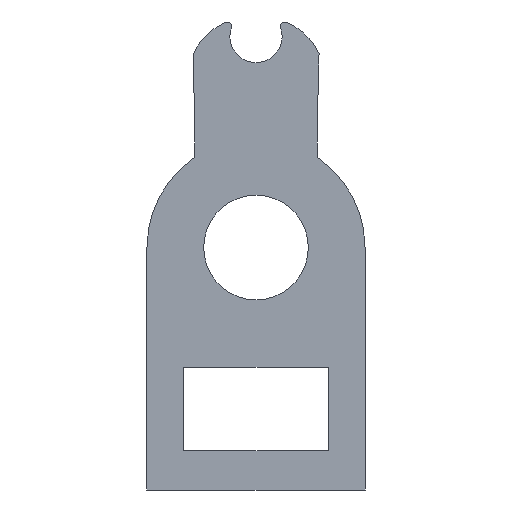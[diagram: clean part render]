
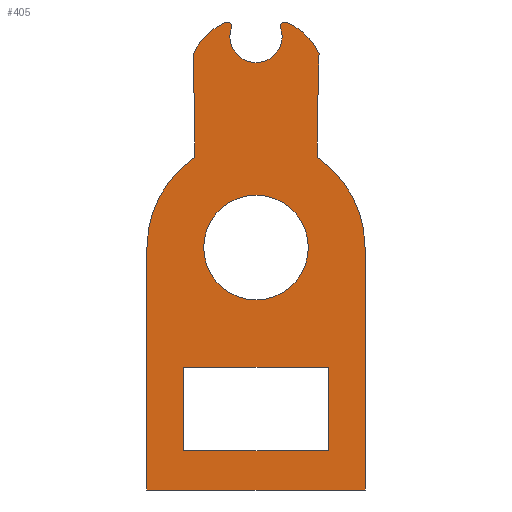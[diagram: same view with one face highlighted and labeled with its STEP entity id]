
A CAD part, front view. The second image highlights one B-rep face of the part: STEP entity #405.
In plain terms, the highlighted planar face has unit normal (0, -1, 0).
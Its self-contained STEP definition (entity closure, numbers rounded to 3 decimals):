
#15=FACE_BOUND('',#77,.T.);
#16=FACE_BOUND('',#78,.T.);
#20=CIRCLE('',#434,1.25);
#22=CIRCLE('',#440,1.25);
#23=CIRCLE('',#443,0.05);
#25=CIRCLE('',#446,0.3);
#27=CIRCLE('',#449,0.7);
#28=CIRCLE('',#450,0.7);
#29=CIRCLE('',#451,0.05);
#30=CIRCLE('',#452,0.6);
#55=FACE_OUTER_BOUND('',#76,.T.);
#76=EDGE_LOOP('',(#314,#315,#316,#317,#318,#319,#320,#321,#322,#323,#324,
#325,#326,#327));
#77=EDGE_LOOP('',(#328,#329,#330,#331));
#78=EDGE_LOOP('',(#332));
#91=LINE('',#590,#132);
#94=LINE('',#596,#135);
#97=LINE('',#602,#138);
#100=LINE('',#606,#141);
#104=LINE('',#620,#145);
#107=LINE('',#626,#148);
#110=LINE('',#632,#151);
#115=LINE('',#645,#156);
#119=LINE('',#665,#160);
#120=LINE('',#666,#161);
#121=LINE('',#668,#162);
#132=VECTOR('',#471,10.);
#135=VECTOR('',#476,10.);
#138=VECTOR('',#481,10.);
#141=VECTOR('',#486,10.);
#145=VECTOR('',#498,10.);
#148=VECTOR('',#503,10.);
#151=VECTOR('',#508,10.);
#156=VECTOR('',#521,10.);
#160=VECTOR('',#541,10.);
#161=VECTOR('',#542,10.);
#162=VECTOR('',#543,10.);
#173=VERTEX_POINT('',#587);
#174=VERTEX_POINT('',#589);
#176=VERTEX_POINT('',#595);
#178=VERTEX_POINT('',#601);
#181=VERTEX_POINT('',#611);
#182=VERTEX_POINT('',#613);
#184=VERTEX_POINT('',#619);
#186=VERTEX_POINT('',#625);
#188=VERTEX_POINT('',#631);
#190=VERTEX_POINT('',#637);
#192=VERTEX_POINT('',#643);
#193=VERTEX_POINT('',#647);
#194=VERTEX_POINT('',#648);
#197=VERTEX_POINT('',#656);
#199=VERTEX_POINT('',#662);
#200=VERTEX_POINT('',#664);
#201=VERTEX_POINT('',#667);
#202=VERTEX_POINT('',#669);
#203=VERTEX_POINT('',#672);
#211=EDGE_CURVE('',#174,#173,#91,.T.);
#214=EDGE_CURVE('',#176,#174,#94,.T.);
#217=EDGE_CURVE('',#178,#176,#97,.T.);
#220=EDGE_CURVE('',#173,#178,#100,.T.);
#223=EDGE_CURVE('',#182,#181,#20,.T.);
#226=EDGE_CURVE('',#184,#182,#104,.T.);
#229=EDGE_CURVE('',#186,#184,#107,.T.);
#232=EDGE_CURVE('',#188,#186,#110,.T.);
#235=EDGE_CURVE('',#190,#188,#22,.T.);
#239=EDGE_CURVE('',#192,#181,#115,.T.);
#240=EDGE_CURVE('',#193,#194,#23,.T.);
#244=EDGE_CURVE('',#197,#194,#25,.T.);
#247=EDGE_CURVE('',#199,#193,#27,.T.);
#248=EDGE_CURVE('',#200,#199,#119,.T.);
#249=EDGE_CURVE('',#190,#200,#120,.T.);
#250=EDGE_CURVE('',#192,#201,#121,.T.);
#251=EDGE_CURVE('',#202,#201,#28,.T.);
#252=EDGE_CURVE('',#197,#202,#29,.T.);
#253=EDGE_CURVE('',#203,#203,#30,.T.);
#314=ORIENTED_EDGE('',*,*,#240,.F.);
#315=ORIENTED_EDGE('',*,*,#247,.F.);
#316=ORIENTED_EDGE('',*,*,#248,.F.);
#317=ORIENTED_EDGE('',*,*,#249,.F.);
#318=ORIENTED_EDGE('',*,*,#235,.T.);
#319=ORIENTED_EDGE('',*,*,#232,.T.);
#320=ORIENTED_EDGE('',*,*,#229,.T.);
#321=ORIENTED_EDGE('',*,*,#226,.T.);
#322=ORIENTED_EDGE('',*,*,#223,.T.);
#323=ORIENTED_EDGE('',*,*,#239,.F.);
#324=ORIENTED_EDGE('',*,*,#250,.T.);
#325=ORIENTED_EDGE('',*,*,#251,.F.);
#326=ORIENTED_EDGE('',*,*,#252,.F.);
#327=ORIENTED_EDGE('',*,*,#244,.T.);
#328=ORIENTED_EDGE('',*,*,#220,.T.);
#329=ORIENTED_EDGE('',*,*,#217,.T.);
#330=ORIENTED_EDGE('',*,*,#214,.T.);
#331=ORIENTED_EDGE('',*,*,#211,.T.);
#332=ORIENTED_EDGE('',*,*,#253,.F.);
#388=PLANE('',#448);
#405=ADVANCED_FACE('',(#55,#15,#16),#388,.F.);
#434=AXIS2_PLACEMENT_3D('',#614,#492,#493);
#440=AXIS2_PLACEMENT_3D('',#638,#514,#515);
#443=AXIS2_PLACEMENT_3D('',#649,#524,#525);
#446=AXIS2_PLACEMENT_3D('',#657,#532,#533);
#448=AXIS2_PLACEMENT_3D('',#661,#537,#538);
#449=AXIS2_PLACEMENT_3D('',#663,#539,#540);
#450=AXIS2_PLACEMENT_3D('',#670,#544,#545);
#451=AXIS2_PLACEMENT_3D('',#671,#546,#547);
#452=AXIS2_PLACEMENT_3D('',#673,#548,#549);
#471=DIRECTION('',(-1.,0.,0.));
#476=DIRECTION('',(0.,0.,-1.));
#481=DIRECTION('',(1.,0.,0.));
#486=DIRECTION('',(0.,0.,1.));
#492=DIRECTION('center_axis',(0.,-1.,0.));
#493=DIRECTION('ref_axis',(-1.,0.,0.));
#498=DIRECTION('',(0.,0.,1.));
#503=DIRECTION('',(1.,0.,0.));
#508=DIRECTION('',(0.,0.,-1.));
#514=DIRECTION('center_axis',(0.,-1.,0.));
#515=DIRECTION('ref_axis',(-1.,0.,0.));
#521=DIRECTION('',(0.,0.,-1.));
#524=DIRECTION('center_axis',(0.,1.,0.));
#525=DIRECTION('ref_axis',(0.685,0.,0.728));
#532=DIRECTION('center_axis',(0.,1.,0.));
#533=DIRECTION('ref_axis',(-1.,0.,0.));
#537=DIRECTION('center_axis',(0.,1.,0.));
#538=DIRECTION('ref_axis',(1.,0.,0.));
#539=DIRECTION('center_axis',(0.,1.,0.));
#540=DIRECTION('ref_axis',(-0.916,0.,0.401));
#541=DIRECTION('',(-0.024,0.,1.));
#542=DIRECTION('',(0.,0.,1.));
#543=DIRECTION('',(0.026,0.,1.));
#544=DIRECTION('center_axis',(0.,1.,0.));
#545=DIRECTION('ref_axis',(0.913,0.,0.409));
#546=DIRECTION('center_axis',(0.,1.,0.));
#547=DIRECTION('ref_axis',(-0.688,0.,0.725));
#548=DIRECTION('center_axis',(0.,-1.,0.));
#549=DIRECTION('ref_axis',(1.,0.,0.));
#587=CARTESIAN_POINT('',(-3.33,6.2,-1.551));
#589=CARTESIAN_POINT('',(-1.67,6.2,-1.551));
#590=CARTESIAN_POINT('',(-1.57,6.2,-1.551));
#595=CARTESIAN_POINT('',(-1.67,6.2,-0.591));
#596=CARTESIAN_POINT('',(-1.67,6.2,-0.591));
#601=CARTESIAN_POINT('',(-3.33,6.2,-0.591));
#602=CARTESIAN_POINT('',(-3.43,6.2,-0.591));
#606=CARTESIAN_POINT('',(-3.33,6.2,-1.551));
#611=CARTESIAN_POINT('',(-1.8,6.2,1.815));
#613=CARTESIAN_POINT('',(-1.25,6.2,0.781));
#614=CARTESIAN_POINT('Origin',(-2.5,6.2,0.779));
#619=CARTESIAN_POINT('',(-1.25,6.2,-2.001));
#620=CARTESIAN_POINT('',(-1.25,6.2,-2.001));
#625=CARTESIAN_POINT('',(-3.75,6.2,-2.001));
#626=CARTESIAN_POINT('',(-3.75,6.2,-2.001));
#631=CARTESIAN_POINT('',(-3.75,6.2,0.781));
#632=CARTESIAN_POINT('',(-3.75,6.2,0.781));
#637=CARTESIAN_POINT('',(-3.2,6.2,1.815));
#638=CARTESIAN_POINT('Origin',(-2.5,6.2,0.779));
#643=CARTESIAN_POINT('',(-1.8,6.2,2.106));
#645=CARTESIAN_POINT('',(-1.8,6.2,2.106));
#647=CARTESIAN_POINT('',(-2.85,6.2,3.361));
#648=CARTESIAN_POINT('',(-2.783,6.2,3.298));
#649=CARTESIAN_POINT('Origin',(-2.831,6.2,3.315));
#656=CARTESIAN_POINT('',(-2.217,6.2,3.299));
#657=CARTESIAN_POINT('Origin',(-2.5,6.2,3.2));
#661=CARTESIAN_POINT('Origin',(-2.5,6.2,3.028));
#662=CARTESIAN_POINT('',(-3.222,6.2,2.996));
#663=CARTESIAN_POINT('Origin',(-2.581,6.2,2.715));
#664=CARTESIAN_POINT('',(-3.2,6.2,2.106));
#665=CARTESIAN_POINT('',(-3.2,6.2,2.106));
#666=CARTESIAN_POINT('',(-3.2,6.2,1.345));
#667=CARTESIAN_POINT('',(-1.777,6.2,3.));
#668=CARTESIAN_POINT('',(-1.8,6.2,2.106));
#669=CARTESIAN_POINT('',(-2.151,6.2,3.362));
#670=CARTESIAN_POINT('Origin',(-2.416,6.2,2.714));
#671=CARTESIAN_POINT('Origin',(-2.17,6.2,3.316));
#672=CARTESIAN_POINT('',(-3.1,6.2,0.779));
#673=CARTESIAN_POINT('Origin',(-2.5,6.2,0.779));
